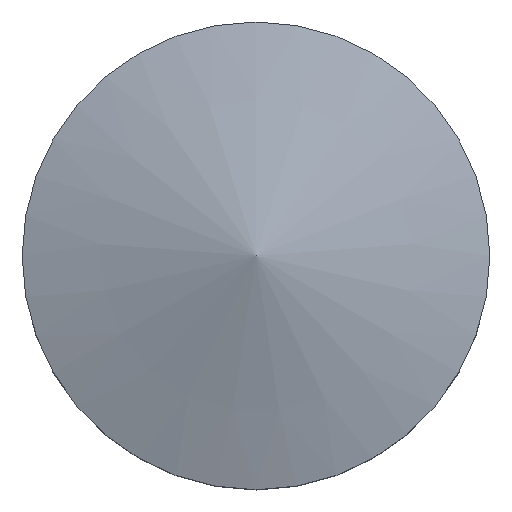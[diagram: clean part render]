
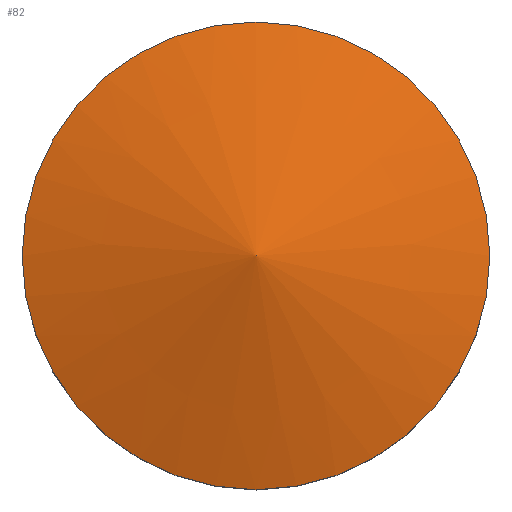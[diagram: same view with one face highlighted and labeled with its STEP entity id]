
A CAD part, top view. The second image highlights one B-rep face of the part: STEP entity #82.
In plain terms, the highlighted conical face has half-angle 74.384 degrees and reference radius 4.572 mm.
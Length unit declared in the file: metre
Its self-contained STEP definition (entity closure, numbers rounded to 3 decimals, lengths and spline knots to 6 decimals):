
#12=VERTEX_LOOP('',#41);
#13=CONICAL_SURFACE('',#108,0.004572,1.298);
#28=ORIENTED_EDGE('',*,*,#34,.T.);
#34=EDGE_CURVE('',#40,#40,#47,.T.);
#40=VERTEX_POINT('',#155);
#41=VERTEX_POINT('',#157);
#47=CIRCLE('',#107,0.004572);
#59=EDGE_LOOP('',(#28));
#71=FACE_BOUND('',#59,.T.);
#72=FACE_BOUND('',#12,.T.);
#82=ADVANCED_FACE('',(#71,#72),#13,.T.);
#107=AXIS2_PLACEMENT_3D('',#154,#133,#134);
#108=AXIS2_PLACEMENT_3D('',#156,#135,#136);
#133=DIRECTION('',(0.,0.,1.));
#134=DIRECTION('',(0.,-1.,0.));
#135=DIRECTION('',(0.,0.,-1.));
#136=DIRECTION('',(0.,1.,0.));
#154=CARTESIAN_POINT('',(0.,0.,0.02748));
#155=CARTESIAN_POINT('',(0.,-0.004572,0.02748));
#156=CARTESIAN_POINT('',(0.,0.,0.02748));
#157=CARTESIAN_POINT('',(0.,0.,0.028758));
